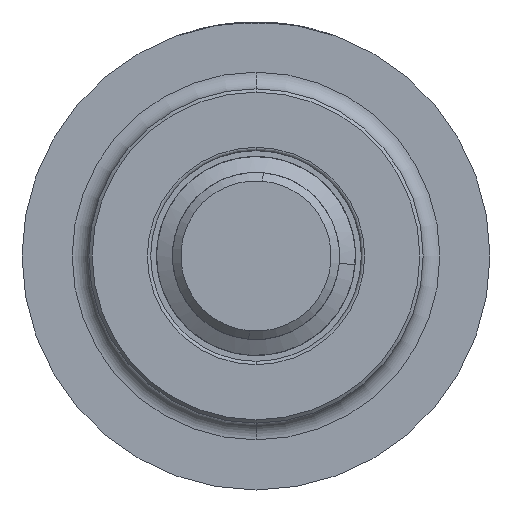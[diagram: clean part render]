
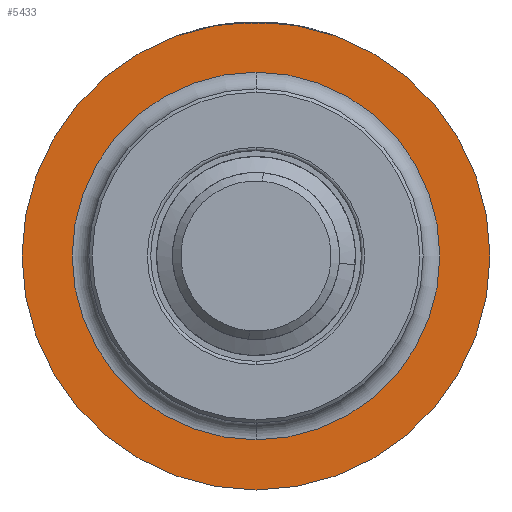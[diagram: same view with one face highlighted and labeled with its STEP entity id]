
A CAD part, front view. The second image highlights one B-rep face of the part: STEP entity #5433.
In plain terms, the highlighted planar face has unit normal (0, -1, 0).
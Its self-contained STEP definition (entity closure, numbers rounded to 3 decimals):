
#179 = EDGE_CURVE ( 'NONE', #1253, #4026, #3105, .T. ) ;
#436 = CARTESIAN_POINT ( 'NONE',  ( 0., 7.42, 11. ) ) ;
#1051 = CIRCLE ( 'NONE', #4830, 11. ) ;
#1114 = AXIS2_PLACEMENT_3D ( 'NONE', #5926, #6543, #4730 ) ;
#1253 = VERTEX_POINT ( 'NONE', #2286 ) ;
#1545 = VERTEX_POINT ( 'NONE', #2496 ) ;
#1707 = EDGE_CURVE ( 'NONE', #7112, #1545, #2483, .T. ) ;
#1768 = CARTESIAN_POINT ( 'NONE',  ( 0., 7.42, 0. ) ) ;
#1884 = ORIENTED_EDGE ( 'NONE', *, *, #2517, .T. ) ;
#2011 = EDGE_LOOP ( 'NONE', ( #6231, #8251 ) ) ;
#2014 = DIRECTION ( 'NONE',  ( 0., 0., -1. ) ) ;
#2286 = CARTESIAN_POINT ( 'NONE',  ( 0., 7.42, -14. ) ) ;
#2405 = DIRECTION ( 'NONE',  ( 0., 0., -1. ) ) ;
#2483 = CIRCLE ( 'NONE', #1114, 11. ) ;
#2496 = CARTESIAN_POINT ( 'NONE',  ( 0., 7.42, -11. ) ) ;
#2517 = EDGE_CURVE ( 'NONE', #4026, #1253, #5085, .T. ) ;
#2897 = DIRECTION ( 'NONE',  ( 0., -1., 0. ) ) ;
#3105 = CIRCLE ( 'NONE', #3558, 14. ) ;
#3233 = ORIENTED_EDGE ( 'NONE', *, *, #179, .T. ) ;
#3436 = EDGE_LOOP ( 'NONE', ( #3233, #1884 ) ) ;
#3509 = DIRECTION ( 'NONE',  ( 0., 0., -1. ) ) ;
#3558 = AXIS2_PLACEMENT_3D ( 'NONE', #7273, #6665, #3509 ) ;
#4026 = VERTEX_POINT ( 'NONE', #7656 ) ;
#4582 = CARTESIAN_POINT ( 'NONE',  ( 11., 7.42, 0. ) ) ;
#4730 = DIRECTION ( 'NONE',  ( 0., 0., -1. ) ) ;
#4830 = AXIS2_PLACEMENT_3D ( 'NONE', #1768, #5656, #2405 ) ;
#4932 = FACE_BOUND ( 'NONE', #2011, .T. ) ;
#4982 = AXIS2_PLACEMENT_3D ( 'NONE', #4582, #5815, #2014 ) ;
#5085 = CIRCLE ( 'NONE', #5639, 14. ) ;
#5193 = PLANE ( 'NONE',  #4982 ) ;
#5433 = ADVANCED_FACE ( 'NONE', ( #7689, #4932 ), #5193, .T. ) ;
#5639 = AXIS2_PLACEMENT_3D ( 'NONE', #6727, #2897, #7993 ) ;
#5656 = DIRECTION ( 'NONE',  ( 0., -1., 0. ) ) ;
#5815 = DIRECTION ( 'NONE',  ( 0., -1., 0. ) ) ;
#5926 = CARTESIAN_POINT ( 'NONE',  ( 0., 7.42, 0. ) ) ;
#6231 = ORIENTED_EDGE ( 'NONE', *, *, #6626, .F. ) ;
#6543 = DIRECTION ( 'NONE',  ( 0., -1., 0. ) ) ;
#6626 = EDGE_CURVE ( 'NONE', #1545, #7112, #1051, .T. ) ;
#6665 = DIRECTION ( 'NONE',  ( 0., -1., 0. ) ) ;
#6727 = CARTESIAN_POINT ( 'NONE',  ( 0., 7.42, 0. ) ) ;
#7112 = VERTEX_POINT ( 'NONE', #436 ) ;
#7273 = CARTESIAN_POINT ( 'NONE',  ( 0., 7.42, 0. ) ) ;
#7656 = CARTESIAN_POINT ( 'NONE',  ( 0., 7.42, 14. ) ) ;
#7689 = FACE_OUTER_BOUND ( 'NONE', #3436, .T. ) ;
#7993 = DIRECTION ( 'NONE',  ( 0., 0., -1. ) ) ;
#8251 = ORIENTED_EDGE ( 'NONE', *, *, #1707, .F. ) ;
